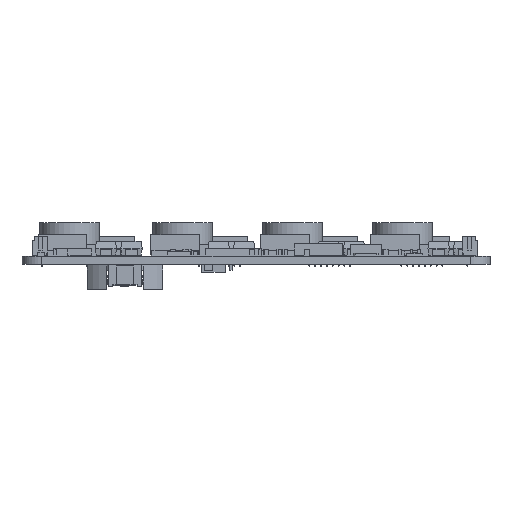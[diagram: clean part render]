
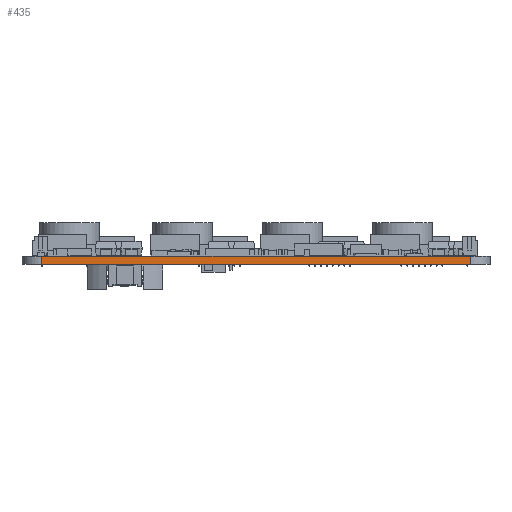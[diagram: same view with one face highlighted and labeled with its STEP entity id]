
A CAD part, left-side view. The second image highlights one B-rep face of the part: STEP entity #435.
In plain terms, the highlighted planar face has unit normal (-1, 0, 0).
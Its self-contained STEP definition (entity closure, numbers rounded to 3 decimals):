
#408 = VERTEX_POINT('',#409);
#409 = CARTESIAN_POINT('',(0.,4.15,1.726));
#416 = EDGE_CURVE('',#417,#408,#419,.T.);
#417 = VERTEX_POINT('',#418);
#418 = CARTESIAN_POINT('',(0.,4.15,0.));
#419 = LINE('',#420,#421);
#420 = CARTESIAN_POINT('',(0.,4.15,0.));
#421 = VECTOR('',#422,1.);
#422 = DIRECTION('',(0.,0.,1.));
#435 = ADVANCED_FACE('',(#436),#461,.T.);
#436 = FACE_BOUND('',#437,.T.);
#437 = EDGE_LOOP('',(#438,#439,#447,#455));
#438 = ORIENTED_EDGE('',*,*,#416,.T.);
#439 = ORIENTED_EDGE('',*,*,#440,.T.);
#440 = EDGE_CURVE('',#408,#441,#443,.T.);
#441 = VERTEX_POINT('',#442);
#442 = CARTESIAN_POINT('',(0.,95.758,
    1.726));
#443 = LINE('',#444,#445);
#444 = CARTESIAN_POINT('',(0.,4.15,1.726));
#445 = VECTOR('',#446,1.);
#446 = DIRECTION('',(0.,1.,0.));
#447 = ORIENTED_EDGE('',*,*,#448,.F.);
#448 = EDGE_CURVE('',#449,#441,#451,.T.);
#449 = VERTEX_POINT('',#450);
#450 = CARTESIAN_POINT('',(0.,95.758,0.)
  );
#451 = LINE('',#452,#453);
#452 = CARTESIAN_POINT('',(0.,95.758,0.)
  );
#453 = VECTOR('',#454,1.);
#454 = DIRECTION('',(0.,0.,1.));
#455 = ORIENTED_EDGE('',*,*,#456,.F.);
#456 = EDGE_CURVE('',#417,#449,#457,.T.);
#457 = LINE('',#458,#459);
#458 = CARTESIAN_POINT('',(0.,4.15,0.));
#459 = VECTOR('',#460,1.);
#460 = DIRECTION('',(0.,1.,0.));
#461 = PLANE('',#462);
#462 = AXIS2_PLACEMENT_3D('',#463,#464,#465);
#463 = CARTESIAN_POINT('',(0.,4.15,0.));
#464 = DIRECTION('',(-1.,0.,0.));
#465 = DIRECTION('',(0.,1.,0.));
